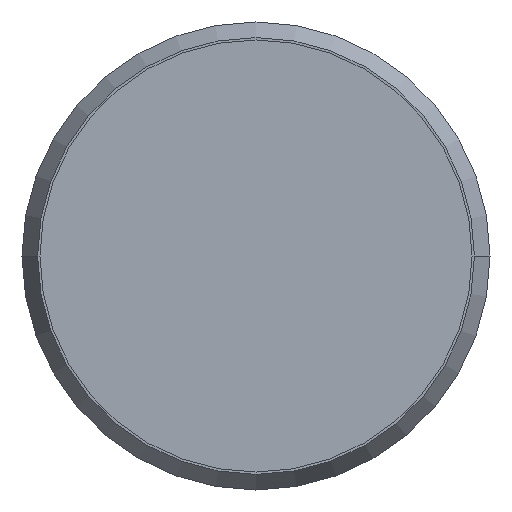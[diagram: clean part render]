
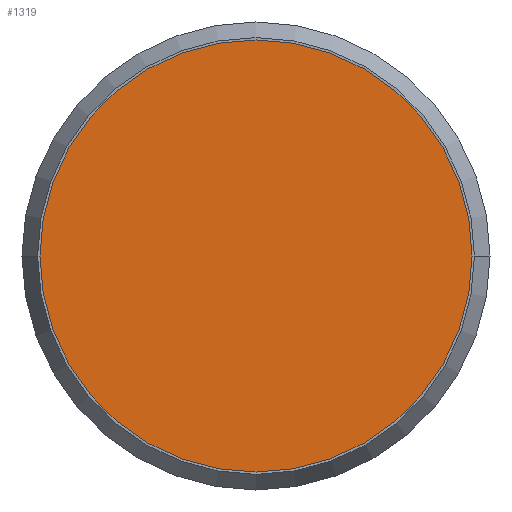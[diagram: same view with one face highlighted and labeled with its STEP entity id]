
A CAD part, front view. The second image highlights one B-rep face of the part: STEP entity #1319.
In plain terms, the highlighted planar face has unit normal (0, -1, 0).
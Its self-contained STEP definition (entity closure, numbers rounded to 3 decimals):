
#133=CARTESIAN_POINT('',(0.,-50.,0.));
#134=DIRECTION('',(0.,-1.,0.));
#135=DIRECTION('',(-1.,0.,0.));
#136=AXIS2_PLACEMENT_3D('',#133,#134,#135);
#138=CARTESIAN_POINT('',(0.,-50.,0.));
#139=DIRECTION('',(0.,-1.,0.));
#140=DIRECTION('',(1.,0.,0.));
#141=AXIS2_PLACEMENT_3D('',#138,#139,#140);
#941=CARTESIAN_POINT('',(-13.85,-50.,0.));
#942=CARTESIAN_POINT('',(13.85,-50.,0.));
#943=VERTEX_POINT('',#941);
#944=VERTEX_POINT('',#942);
#1310=CARTESIAN_POINT('',(0.,-50.,0.));
#1311=DIRECTION('',(0.,-1.,0.));
#1312=DIRECTION('',(-1.,0.,0.));
#1313=AXIS2_PLACEMENT_3D('',#1310,#1311,#1312);
#1314=PLANE('',#1313);
#1315=ORIENTED_EDGE('',*,*,#1276,.F.);
#1316=ORIENTED_EDGE('',*,*,#1297,.F.);
#1317=EDGE_LOOP('',(#1315,#1316));
#1318=FACE_OUTER_BOUND('',#1317,.F.);
#1319=ADVANCED_FACE('',(#1318),#1314,.T.);
#137=CIRCLE('',#136,13.85);
#142=CIRCLE('',#141,13.85);
#1276=EDGE_CURVE('',#943,#944,#137,.T.);
#1297=EDGE_CURVE('',#944,#943,#142,.T.);
